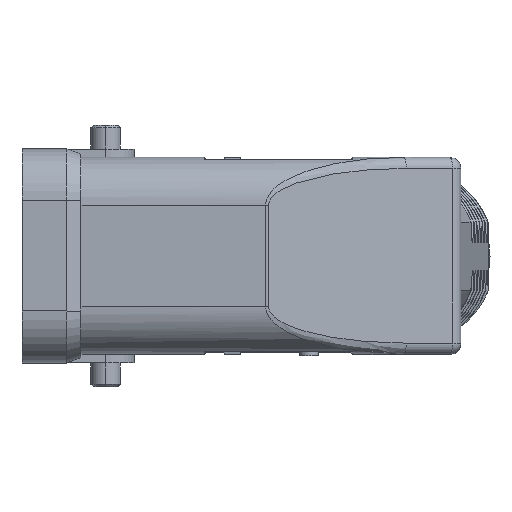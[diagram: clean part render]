
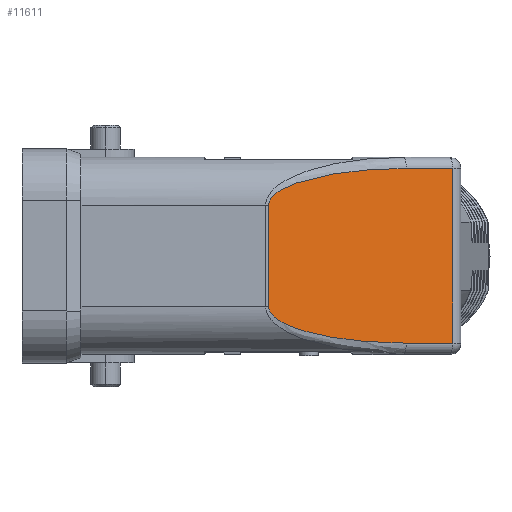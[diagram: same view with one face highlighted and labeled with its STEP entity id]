
A CAD part, top view. The second image highlights one B-rep face of the part: STEP entity #11611.
In plain terms, the highlighted planar face has unit normal (0.259, 0, 0.966).
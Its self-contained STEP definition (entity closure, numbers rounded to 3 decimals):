
#1241=DIRECTION('',(0.,1.,0.));
#1242=VECTOR('',#1241,13.7);
#1243=CARTESIAN_POINT('',(18.599,-6.85,
-19.484));
#1244=LINE('',#1243,#1242);
#1254=CARTESIAN_POINT('',(37.26,11.85,-24.484));
#1255=CARTESIAN_POINT('',(36.352,11.845,-24.24));
#1256=CARTESIAN_POINT('',(34.697,11.819,-23.797));
#1257=CARTESIAN_POINT('',(32.681,11.703,-23.257));
#1258=CARTESIAN_POINT('',(31.178,11.581,-22.854));
#1259=CARTESIAN_POINT('',(29.409,11.393,-22.38));
#1260=CARTESIAN_POINT('',(27.83,11.168,-21.957));
#1261=CARTESIAN_POINT('',(26.763,10.988,-21.671));
#1262=CARTESIAN_POINT('',(25.327,10.711,-21.286));
#1263=CARTESIAN_POINT('',(23.55,10.261,-20.81));
#1264=CARTESIAN_POINT('',(22.45,9.902,-20.515));
#1265=CARTESIAN_POINT('',(21.573,9.567,-20.28));
#1266=CARTESIAN_POINT('',(20.921,9.272,-20.106));
#1267=CARTESIAN_POINT('',(20.414,9.008,-19.97));
#1268=CARTESIAN_POINT('',(20.017,8.767,-19.863));
#1269=CARTESIAN_POINT('',(19.708,8.555,-19.781));
#1270=CARTESIAN_POINT('',(19.433,8.328,-19.707));
#1271=CARTESIAN_POINT('',(19.315,8.238,-19.675));
#1272=CARTESIAN_POINT('',(18.829,7.695,-19.545));
#1273=CARTESIAN_POINT('',(18.641,7.248,-19.495));
#1274=CARTESIAN_POINT('',(18.594,6.976,-19.482));
#1275=CARTESIAN_POINT('',(18.599,6.85,-19.484));
#1277=CARTESIAN_POINT('',(18.599,-6.85,
-19.484));
#1278=CARTESIAN_POINT('',(18.591,-6.966,
-19.481));
#1279=CARTESIAN_POINT('',(18.637,-7.226,
-19.493));
#1280=CARTESIAN_POINT('',(18.817,-7.68,
-19.542));
#1281=CARTESIAN_POINT('',(19.324,-8.253,
-19.678));
#1282=CARTESIAN_POINT('',(19.659,-8.525,
-19.767));
#1283=CARTESIAN_POINT('',(20.348,-8.98,
-19.952));
#1284=CARTESIAN_POINT('',(20.908,-9.264,
-20.102));
#1285=CARTESIAN_POINT('',(21.604,-9.585,
-20.289));
#1286=CARTESIAN_POINT('',(22.722,-9.995,
-20.588));
#1287=CARTESIAN_POINT('',(23.462,-10.221,
-20.786));
#1288=CARTESIAN_POINT('',(24.536,-10.523,
-21.074));
#1289=CARTESIAN_POINT('',(26.23,-10.892,
-21.528));
#1290=CARTESIAN_POINT('',(27.3,-11.082,
-21.815));
#1291=CARTESIAN_POINT('',(28.918,-11.333,
-22.248));
#1292=CARTESIAN_POINT('',(30.998,-11.567,
-22.806));
#1293=CARTESIAN_POINT('',(32.535,-11.692,
-23.218));
#1294=CARTESIAN_POINT('',(34.653,-11.819,
-23.785));
#1295=CARTESIAN_POINT('',(36.339,-11.846,
-24.237));
#1296=CARTESIAN_POINT('',(37.26,-11.85,
-24.484));
#1303=DIRECTION('',(0.966,0.,-0.259));
#1304=VECTOR('',#1303,6.509);
#1305=CARTESIAN_POINT('',(37.26,11.85,-24.484));
#1306=LINE('',#1305,#1304);
#6533=DIRECTION('',(-0.966,0.,0.259));
#6534=VECTOR('',#6533,6.509);
#6535=CARTESIAN_POINT('',(43.547,-11.85,
-26.168));
#6536=LINE('',#6535,#6534);
#6560=DIRECTION('',(0.,-1.,0.));
#6561=VECTOR('',#6560,23.7);
#6562=CARTESIAN_POINT('',(43.547,11.85,-26.168));
#6563=LINE('',#6562,#6561);
#9328=CARTESIAN_POINT('',(18.599,6.85,-19.484));
#9329=VERTEX_POINT('',#9328);
#9330=CARTESIAN_POINT('',(18.599,-6.85,
-19.484));
#9331=VERTEX_POINT('',#9330);
#9332=VERTEX_POINT('',#1254);
#9333=VERTEX_POINT('',#1296);
#9334=CARTESIAN_POINT('',(43.547,-11.85,
-26.168));
#9335=VERTEX_POINT('',#9334);
#9336=CARTESIAN_POINT('',(43.547,11.85,-26.168));
#9337=VERTEX_POINT('',#9336);
#11595=CARTESIAN_POINT('',(11.518,-14.5,
-17.586));
#11596=DIRECTION('',(0.259,0.,0.966));
#11597=DIRECTION('',(-0.966,0.,0.259));
#11598=AXIS2_PLACEMENT_3D('',#11595,#11596,#11597);
#11599=PLANE('',#11598);
#11600=ORIENTED_EDGE('',*,*,#11585,.F.);
#11602=ORIENTED_EDGE('',*,*,#11601,.T.);
#11604=ORIENTED_EDGE('',*,*,#11603,.T.);
#11606=ORIENTED_EDGE('',*,*,#11605,.T.);
#11607=ORIENTED_EDGE('',*,*,#11485,.F.);
#11608=ORIENTED_EDGE('',*,*,#11499,.T.);
#11609=EDGE_LOOP('',(#11600,#11602,#11604,#11606,#11607,#11608));
#11610=FACE_OUTER_BOUND('',#11609,.F.);
#11611=ADVANCED_FACE('',(#11610),#11599,.T.);
#1276=B_SPLINE_CURVE_WITH_KNOTS('',3,(#1254,#1255,#1256,#1257,#1258,#1259,#1260,
#1261,#1262,#1263,#1264,#1265,#1266,#1267,#1268,#1269,#1270,#1271,#1272,#1273,
#1274,#1275),.UNSPECIFIED.,.F.,.F.,(4,1,1,1,1,1,1,1,1,1,1,1,1,1,1,1,1,1,1,4),(
0.,0.053,0.105,0.158,0.211,
0.263,0.316,0.368,0.421,
0.474,0.526,0.579,0.632,
0.684,0.737,0.789,0.842,
0.895,0.947,1.),.UNSPECIFIED.);
#1297=B_SPLINE_CURVE_WITH_KNOTS('',3,(#1277,#1278,#1279,#1280,#1281,#1282,#1283,
#1284,#1285,#1286,#1287,#1288,#1289,#1290,#1291,#1292,#1293,#1294,#1295,#1296),
.UNSPECIFIED.,.F.,.F.,(4,1,1,1,1,1,1,1,1,1,1,1,1,1,1,1,1,4),(0.,
0.059,0.118,0.176,0.235,
0.294,0.353,0.412,0.471,
0.529,0.588,0.647,0.706,
0.765,0.824,0.882,0.941,1.),
.UNSPECIFIED.);
#11485=EDGE_CURVE('',#9331,#9333,#1297,.T.);
#11499=EDGE_CURVE('',#9331,#9329,#1244,.T.);
#11585=EDGE_CURVE('',#9332,#9329,#1276,.T.);
#11601=EDGE_CURVE('',#9332,#9337,#1306,.T.);
#11603=EDGE_CURVE('',#9337,#9335,#6563,.T.);
#11605=EDGE_CURVE('',#9335,#9333,#6536,.T.);
